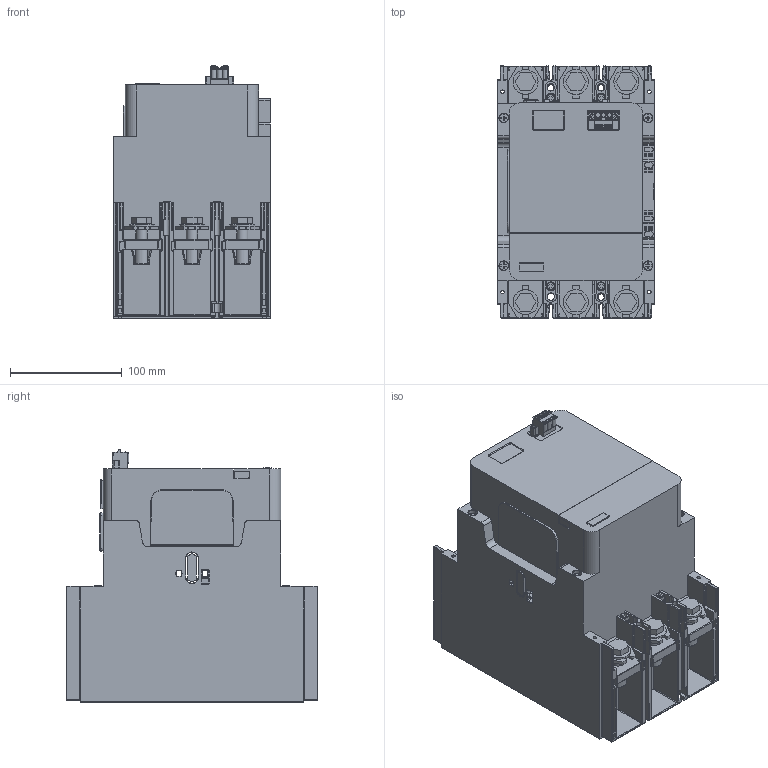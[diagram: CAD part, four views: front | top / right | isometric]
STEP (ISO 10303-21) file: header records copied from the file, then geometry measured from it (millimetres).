
FILE_DESCRIPTION((''),'2;1');
FILE_NAME('FR6_3P_CHINA_20200710_ASM-3D_SI','2021-12-10T16:55:37',('SESA122752'),('Schneider-Electric'),'CREO PARAMETRIC BY PTC INC, 2019471','CREO PARAMETRIC BY PTC INC, 2019471','');
FILE_SCHEMA(('AP242_MANAGED_MODEL_BASED_3D_ENGINEERING_MIM_LF { 1 0 10303 442 1 1 4 }'));
Products named in the file (1): FR6_3P_CHINA_20200710_ASM-3D_SI
Bounding box: 140.1 x 225 x 225.45 mm (x, y, z)
Volume: 4819342.5 mm3; surface area: 333633.2 mm2
Topology: 1 solids, 1 shells, 2297 faces, 6313 edges, 4060 vertices
Faces by surface type: plane 1203, cylinder 808, torus 101, cone 59, sphere 44, bspline 43, extrusion 39
Entity records: 104939 total; most frequent: CARTESIAN_POINT 45754, ORIENTED_EDGE 12538, DIRECTION 11819, EDGE_CURVE 6269, VERTEX_POINT 4060, VECTOR 3973, LINE 3934, AXIS2_PLACEMENT_3D 3923
